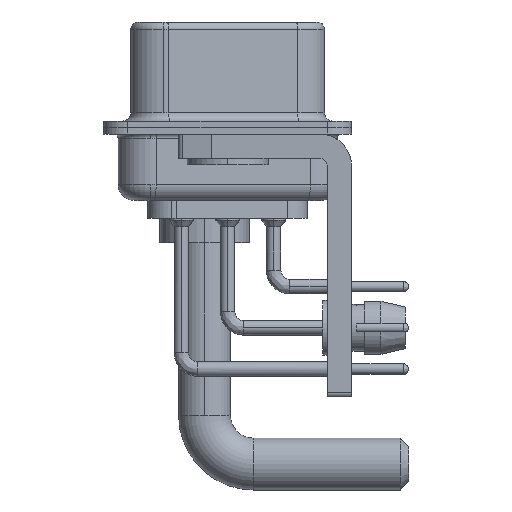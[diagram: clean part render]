
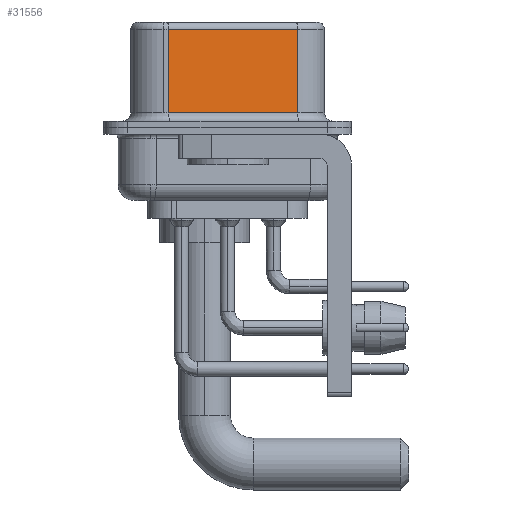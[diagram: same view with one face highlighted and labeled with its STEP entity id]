
A CAD part, left-side view. The second image highlights one B-rep face of the part: STEP entity #31556.
In plain terms, the highlighted planar face has unit normal (-0.985, -0.174, 0).
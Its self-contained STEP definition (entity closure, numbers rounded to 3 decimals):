
#1276 = CARTESIAN_POINT ( 'NONE',  ( 5.132, -4.322, 6.02 ) ) ;
#2278 = DIRECTION ( 'NONE',  ( 0., 0., -1. ) ) ;
#3152 = VECTOR ( 'NONE', #21228, 1000. ) ;
#4360 = ORIENTED_EDGE ( 'NONE', *, *, #26326, .T. ) ;
#4711 = DIRECTION ( 'NONE',  ( -0.174, 0.985, 0. ) ) ;
#6532 = CARTESIAN_POINT ( 'NONE',  ( 5.132, -4.322, 0.9 ) ) ;
#6839 = LINE ( 'NONE', #18751, #20350 ) ;
#6932 = DIRECTION ( 'NONE',  ( 0.174, -0.985, 0. ) ) ;
#8080 = VERTEX_POINT ( 'NONE', #12084 ) ;
#9216 = VECTOR ( 'NONE', #2278, 1000. ) ;
#12084 = CARTESIAN_POINT ( 'NONE',  ( 5.132, -4.322, 0.9 ) ) ;
#12545 = EDGE_CURVE ( 'NONE', #13028, #8080, #21390, .T. ) ;
#13028 = VERTEX_POINT ( 'NONE', #13562 ) ;
#13324 = EDGE_CURVE ( 'NONE', #22749, #8080, #6839, .T. ) ;
#13562 = CARTESIAN_POINT ( 'NONE',  ( 3.73, 3.628, 0.9 ) ) ;
#15317 = VECTOR ( 'NONE', #6932, 1000. ) ;
#18751 = CARTESIAN_POINT ( 'NONE',  ( 5.132, -4.322, 6.52 ) ) ;
#19094 = CARTESIAN_POINT ( 'NONE',  ( 3.73, 3.628, 6.02 ) ) ;
#20260 = LINE ( 'NONE', #32365, #9216 ) ;
#20350 = VECTOR ( 'NONE', #24047, 1000. ) ;
#20464 = ORIENTED_EDGE ( 'NONE', *, *, #23315, .T. ) ;
#21228 = DIRECTION ( 'NONE',  ( -0.174, 0.985, 0. ) ) ;
#21390 = LINE ( 'NONE', #6532, #15317 ) ;
#22472 = CARTESIAN_POINT ( 'NONE',  ( 5.132, -4.322, 6.02 ) ) ;
#22749 = VERTEX_POINT ( 'NONE', #22472 ) ;
#23087 = CARTESIAN_POINT ( 'NONE',  ( 5.132, -4.322, 6.52 ) ) ;
#23257 = VERTEX_POINT ( 'NONE', #19094 ) ;
#23315 = EDGE_CURVE ( 'NONE', #23257, #13028, #20260, .T. ) ;
#24047 = DIRECTION ( 'NONE',  ( 0., 0., -1. ) ) ;
#25242 = FACE_OUTER_BOUND ( 'NONE', #28039, .T. ) ;
#26326 = EDGE_CURVE ( 'NONE', #22749, #23257, #36441, .T. ) ;
#28039 = EDGE_LOOP ( 'NONE', ( #28080, #4360, #20464, #36212 ) ) ;
#28080 = ORIENTED_EDGE ( 'NONE', *, *, #13324, .F. ) ;
#31483 = PLANE ( 'NONE',  #33327 ) ;
#31556 = ADVANCED_FACE ( 'NONE', ( #25242 ), #31483, .F. ) ;
#32365 = CARTESIAN_POINT ( 'NONE',  ( 3.73, 3.628, 6.52 ) ) ;
#33327 = AXIS2_PLACEMENT_3D ( 'NONE', #23087, #34993, #4711 ) ;
#34993 = DIRECTION ( 'NONE',  ( 0.985, 0.174, 0. ) ) ;
#36212 = ORIENTED_EDGE ( 'NONE', *, *, #12545, .T. ) ;
#36441 = LINE ( 'NONE', #1276, #3152 ) ;
